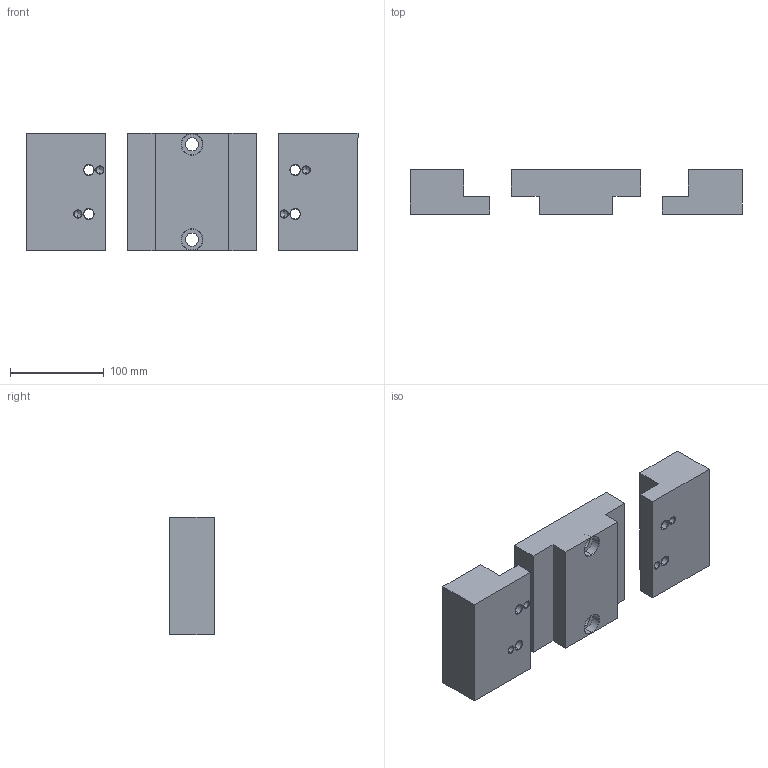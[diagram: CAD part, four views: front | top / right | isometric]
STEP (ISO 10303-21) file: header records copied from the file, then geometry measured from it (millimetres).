
FILE_DESCRIPTION (( 'STEP AP214' ), '1' );
FILE_NAME ('D_DV510-MJ-A.STEP', '2020-04-01T16:00:59', ( '' ), ( '' ), 'SwSTEP 2.0', 'SolidWorks 2018', '' );
FILE_SCHEMA (( 'AUTOMOTIVE_DESIGN' ));
Length unit declared in the file: millimetre
Products named in the file (3): D_DV510-MJ-A; D_VAJ-DV510-M; D_VAJ-DV510-F
Assembly tree (3 placements, depth 2):
  D_DV510-MJ-A
    D_VAJ-DV510-F
    D_VAJ-DV510-M  x2
Bounding box: 354.33 x 47.75 x 125.73 mm (x, y, z)
Volume: 1458288.4 mm3; surface area: 146310.4 mm2
Topology: 3 solids, 3 shells, 114 faces, 256 edges, 152 vertices
Faces by surface type: cone 44, cylinder 36, plane 34
Entity records: 2108 total; most frequent: DIRECTION 382, CARTESIAN_POINT 334, ORIENTED_EDGE 316, EDGE_CURVE 158, AXIS2_PLACEMENT_3D 146, VERTEX_POINT 98, LINE 90, VECTOR 90
